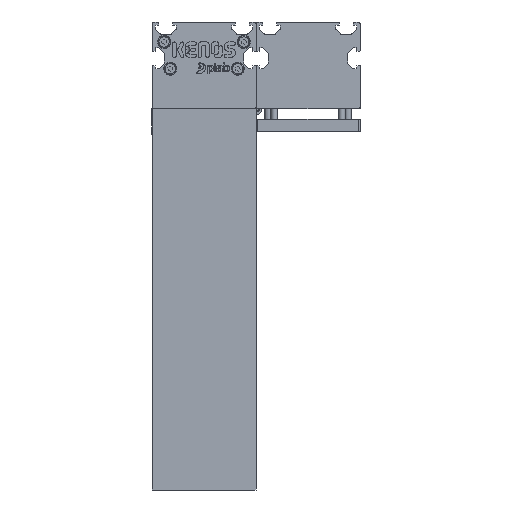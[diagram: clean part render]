
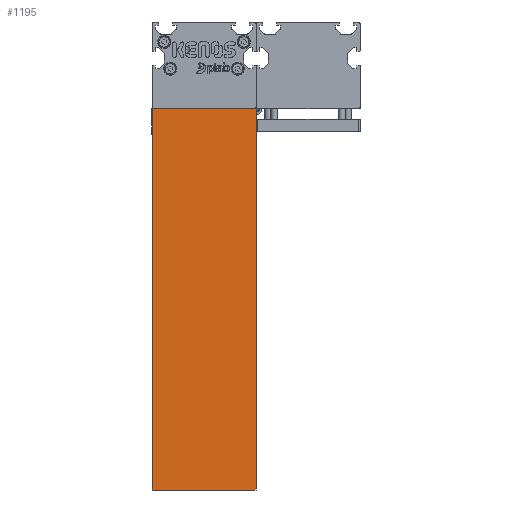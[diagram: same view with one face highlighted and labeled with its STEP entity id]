
A CAD part, front view. The second image highlights one B-rep face of the part: STEP entity #1195.
In plain terms, the highlighted planar face has unit normal (0, -1, 0).
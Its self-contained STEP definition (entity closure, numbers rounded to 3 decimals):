
#1195 = ADVANCED_FACE( '', ( #2662 ), #2663, .T. );
#2662 = FACE_OUTER_BOUND( '', #4402, .T. );
#2663 = PLANE( '', #4403 );
#4402 = EDGE_LOOP( '', ( #8214, #8215, #8216, #8217 ) );
#4403 = AXIS2_PLACEMENT_3D( '', #8218, #8219, #8220 );
#8214 = ORIENTED_EDGE( '', *, *, #11614, .F. );
#8215 = ORIENTED_EDGE( '', *, *, #11820, .F. );
#8216 = ORIENTED_EDGE( '', *, *, #11290, .T. );
#8217 = ORIENTED_EDGE( '', *, *, #10421, .T. );
#8218 = CARTESIAN_POINT( '', ( -60., -20., -220. ) );
#8219 = DIRECTION( '', ( 0., -1., 0. ) );
#8220 = DIRECTION( '', ( 0., 0., -1. ) );
#10421 = EDGE_CURVE( '', #12552, #12549, #12553, .T. );
#11290 = EDGE_CURVE( '', #14012, #12552, #14015, .T. );
#11614 = EDGE_CURVE( '', #14488, #12549, #14490, .T. );
#11820 = EDGE_CURVE( '', #14012, #14488, #14757, .T. );
#12549 = VERTEX_POINT( '', #15622 );
#12552 = VERTEX_POINT( '', #15626 );
#12553 = LINE( '', #15627, #15628 );
#14012 = VERTEX_POINT( '', #17532 );
#14015 = LINE( '', #17537, #17538 );
#14488 = VERTEX_POINT( '', #18143 );
#14490 = LINE( '', #18146, #18147 );
#14757 = LINE( '', #18502, #18503 );
#15622 = CARTESIAN_POINT( '', ( 0., -20., 0. ) );
#15626 = CARTESIAN_POINT( '', ( 0., -20., -220. ) );
#15627 = CARTESIAN_POINT( '', ( 0., -20., -220. ) );
#15628 = VECTOR( '', #19325, 1000. );
#17532 = CARTESIAN_POINT( '', ( -60., -20., -220. ) );
#17537 = CARTESIAN_POINT( '', ( -60., -20., -220. ) );
#17538 = VECTOR( '', #20610, 1000. );
#18143 = CARTESIAN_POINT( '', ( -60., -20., 0. ) );
#18146 = CARTESIAN_POINT( '', ( -60., -20., 0. ) );
#18147 = VECTOR( '', #21146, 1000. );
#18502 = CARTESIAN_POINT( '', ( -60., -20., -220. ) );
#18503 = VECTOR( '', #21385, 1000. );
#19325 = DIRECTION( '', ( 0., 0., 1. ) );
#20610 = DIRECTION( '', ( 1., 0., 0. ) );
#21146 = DIRECTION( '', ( 1., 0., 0. ) );
#21385 = DIRECTION( '', ( 0., 0., 1. ) );
